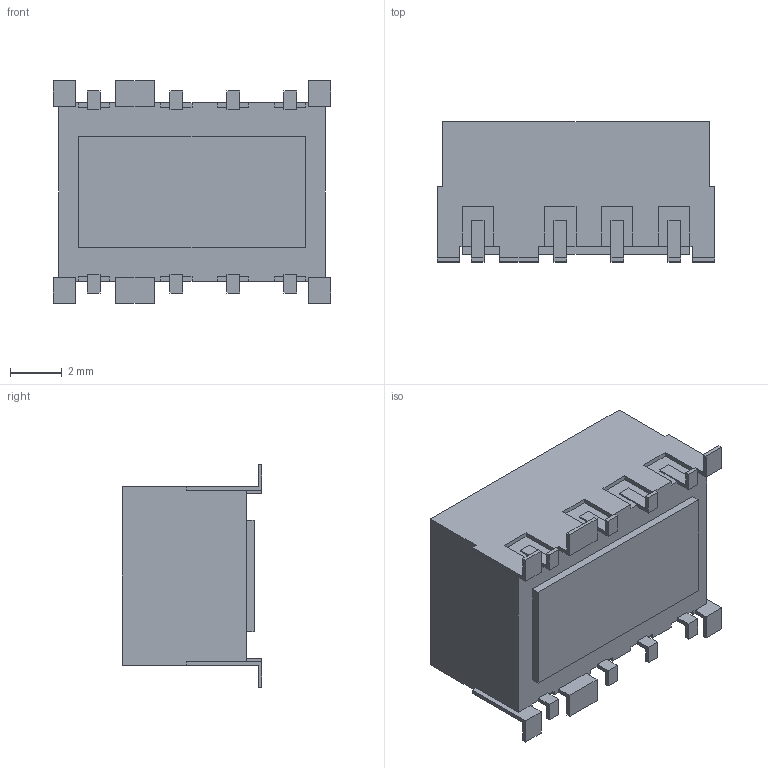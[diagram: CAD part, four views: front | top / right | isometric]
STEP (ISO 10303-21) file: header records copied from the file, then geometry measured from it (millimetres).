
FILE_DESCRIPTION (( 'STEP AP203' ), '1' );
FILE_NAME ('G6K_2F_RF_S.step', '2014-06-25T06:27:20', ( 'OSMC1.0 ' ), ( ' ' ), 'SwSTEP 2.0', 'SolidWorks 2002025', '' );
FILE_SCHEMA (( 'CONFIG_CONTROL_DESIGN' ));
Length unit declared in the file: millimetre
Products named in the file (1): G6K_2F_RF_S
Bounding box: 10.7 x 5.4 x 8.6 mm (x, y, z)
Volume: 352.2 mm3; surface area: 358.8 mm2
Topology: 1 solids, 1 shells, 153 faces, 447 edges, 298 vertices
Faces by surface type: plane 150, cylinder 3
Entity records: 5044 total; most frequent: CARTESIAN_POINT 899, ORIENTED_EDGE 894, DIRECTION 761, EDGE_CURVE 447, LINE 441, VECTOR 441, VERTEX_POINT 298, AXIS2_PLACEMENT_3D 160
